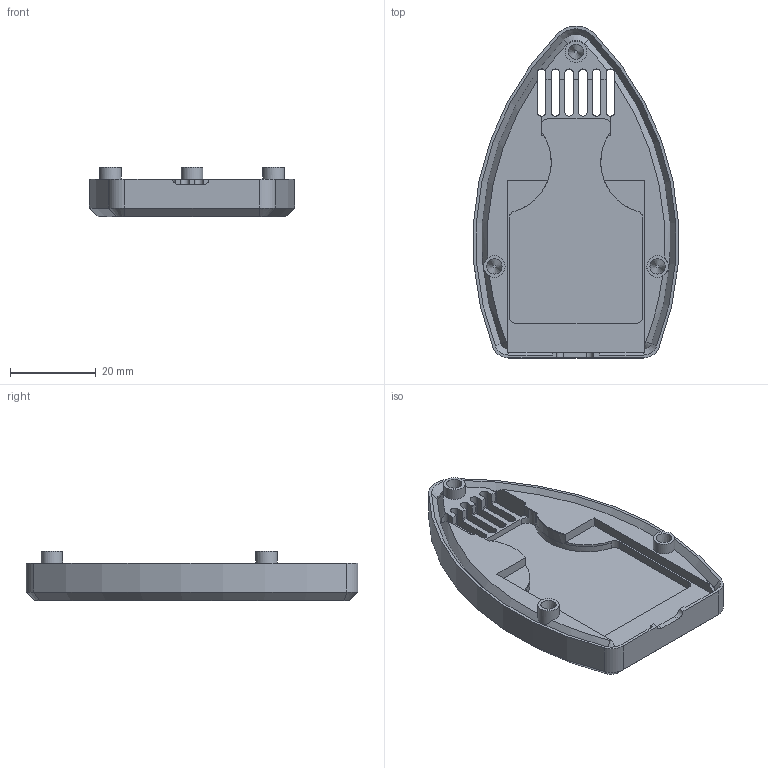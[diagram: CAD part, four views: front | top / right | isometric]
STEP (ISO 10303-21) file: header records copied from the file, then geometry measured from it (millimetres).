
FILE_DESCRIPTION(('FreeCAD Model'),'2;1');
FILE_NAME('Open CASCADE Shape Model','2022-12-25T14:46:35',(''),(''), 'Open CASCADE STEP processor 7.6','FreeCAD','Unknown');
FILE_SCHEMA(('AUTOMOTIVE_DESIGN { 1 0 10303 214 1 1 1 1 }'));
Length unit declared in the file: millimetre
Products named in the file (1): Bottom housing
Bounding box: 47.74 x 77.3 x 11.5 mm (x, y, z)
Volume: 18070.8 mm3; surface area: 9466.8 mm2
Topology: 1 solids, 1 shells, 118 faces, 340 edges, 222 vertices
Faces by surface type: plane 66, cylinder 34, cone 18
Full cylindrical faces by diameter (mm): 5 x3
Entity records: 9114 total; most frequent: CARTESIAN_POINT 2506, DIRECTION 1197, ORIENTED_EDGE 680, PCURVE 680, DEFINITIONAL_REPRESENTATION 680, LINE 670, VECTOR 670, EDGE_CURVE 340
